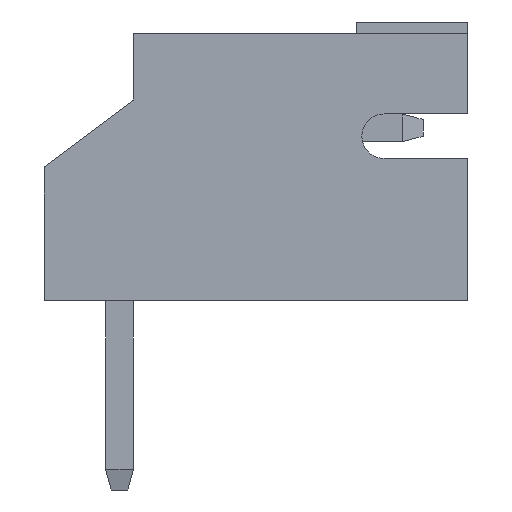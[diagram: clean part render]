
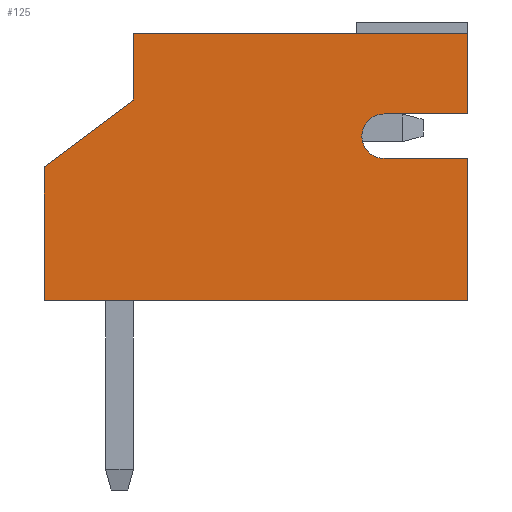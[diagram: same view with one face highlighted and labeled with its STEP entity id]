
A CAD part, left-side view. The second image highlights one B-rep face of the part: STEP entity #125.
In plain terms, the highlighted planar face has unit normal (-1, 0, 0).
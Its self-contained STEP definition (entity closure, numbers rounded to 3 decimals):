
#125=ADVANCED_FACE('',(#3754),#3756,.T.);
#3754=FACE_BOUND('',#3755,.T.);
#3755=EDGE_LOOP('',(#6694,#6695,#6696,#6697,#6698,#6699,#6700,#6701,#6702,#6703));
#3756=PLANE('',#3757);
#3757=AXIS2_PLACEMENT_3D('',#3758,#3759,#3760);
#3758=CARTESIAN_POINT('',(-1.95,0.,0.));
#3759=DIRECTION('',(-1.,0.,0.));
#3760=DIRECTION('',(0.,0.,1.));
#6694=ORIENTED_EDGE('',*,*,#8723,.T.);
#6695=ORIENTED_EDGE('',*,*,#8639,.T.);
#6696=ORIENTED_EDGE('',*,*,#8717,.T.);
#6697=ORIENTED_EDGE('',*,*,#8724,.T.);
#6698=ORIENTED_EDGE('',*,*,#8725,.T.);
#6699=ORIENTED_EDGE('',*,*,#8726,.T.);
#6700=ORIENTED_EDGE('',*,*,#8727,.T.);
#6701=ORIENTED_EDGE('',*,*,#8728,.T.);
#6702=ORIENTED_EDGE('',*,*,#8729,.T.);
#6703=ORIENTED_EDGE('',*,*,#8730,.T.);
#8639=EDGE_CURVE('',#9668,#9666,#9669,.T.);
#8717=EDGE_CURVE('',#9666,#9818,#9820,.T.);
#8723=EDGE_CURVE('',#9828,#9668,#9829,.F.);
#8724=EDGE_CURVE('',#9818,#9830,#9831,.T.);
#8725=EDGE_CURVE('',#9830,#9832,#9833,.T.);
#8726=EDGE_CURVE('',#9832,#9834,#9835,.T.);
#8727=EDGE_CURVE('',#9834,#9836,#9837,.T.);
#8728=EDGE_CURVE('',#9836,#9838,#9839,.T.);
#8729=EDGE_CURVE('',#9838,#9840,#9841,.F.);
#8730=EDGE_CURVE('',#9840,#9828,#9842,.F.);
#9666=VERTEX_POINT('',#11341);
#9668=VERTEX_POINT('',#11345);
#9669=LINE('',#11346,#11347);
#9818=VERTEX_POINT('',#11649);
#9820=LINE('',#11653,#11654);
#9828=VERTEX_POINT('',#11673);
#9829=LINE('',#11674,#11675);
#9830=VERTEX_POINT('',#11677);
#9831=LINE('',#11678,#11679);
#9832=VERTEX_POINT('',#11681);
#9833=LINE('',#11682,#11683);
#9834=VERTEX_POINT('',#11685);
#9835=LINE('',#11686,#11687);
#9836=VERTEX_POINT('',#11689);
#9837=LINE('',#11690,#11691);
#9838=VERTEX_POINT('',#11693);
#9839=LINE('',#11694,#11695);
#9840=VERTEX_POINT('',#11697);
#9841=LINE('',#11698,#11699);
#9842=CIRCLE('',#11701,0.4);
#11341=CARTESIAN_POINT('',(-1.95,-6.25,4.8));
#11345=CARTESIAN_POINT('',(-1.95,-6.25,3.35));
#11346=CARTESIAN_POINT('',(-1.95,-6.25,3.35));
#11347=VECTOR('',#11348,1.);
#11348=DIRECTION('',(0.,0.,1.));
#11649=CARTESIAN_POINT('',(-1.95,-0.25,4.8));
#11653=CARTESIAN_POINT('',(-1.95,-6.25,4.8));
#11654=VECTOR('',#11655,1.);
#11655=DIRECTION('',(0.,1.,0.));
#11673=CARTESIAN_POINT('',(-1.95,-4.75,3.35));
#11674=CARTESIAN_POINT('',(-1.95,-6.25,3.35));
#11675=VECTOR('',#11676,1.);
#11676=DIRECTION('',(0.,1.,0.));
#11677=CARTESIAN_POINT('',(-1.95,-0.25,3.6));
#11678=CARTESIAN_POINT('',(-1.95,-0.25,4.8));
#11679=VECTOR('',#11680,1.);
#11680=DIRECTION('',(0.,0.,-1.));
#11681=CARTESIAN_POINT('',(-1.95,1.35,2.4));
#11682=CARTESIAN_POINT('',(-1.95,-0.25,3.6));
#11683=VECTOR('',#11684,1.);
#11684=DIRECTION('',(0.,0.8,-0.6));
#11685=CARTESIAN_POINT('',(-1.95,1.35,0.));
#11686=CARTESIAN_POINT('',(-1.95,1.35,2.4));
#11687=VECTOR('',#11688,1.);
#11688=DIRECTION('',(0.,0.,-1.));
#11689=CARTESIAN_POINT('',(-1.95,-6.25,0.));
#11690=CARTESIAN_POINT('',(-1.95,1.35,0.));
#11691=VECTOR('',#11692,1.);
#11692=DIRECTION('',(0.,-1.,0.));
#11693=CARTESIAN_POINT('',(-1.95,-6.25,2.55));
#11694=CARTESIAN_POINT('',(-1.95,-6.25,0.));
#11695=VECTOR('',#11696,1.);
#11696=DIRECTION('',(0.,0.,1.));
#11697=CARTESIAN_POINT('',(-1.95,-4.75,2.55));
#11698=CARTESIAN_POINT('',(-1.95,-4.75,2.55));
#11699=VECTOR('',#11700,1.);
#11700=DIRECTION('',(0.,-1.,0.));
#11701=AXIS2_PLACEMENT_3D('',#11702,#11703,#11704);
#11702=CARTESIAN_POINT('',(-1.95,-4.75,2.95));
#11703=DIRECTION('',(-1.,0.,0.));
#11704=DIRECTION('',(0.,0.,1.));
